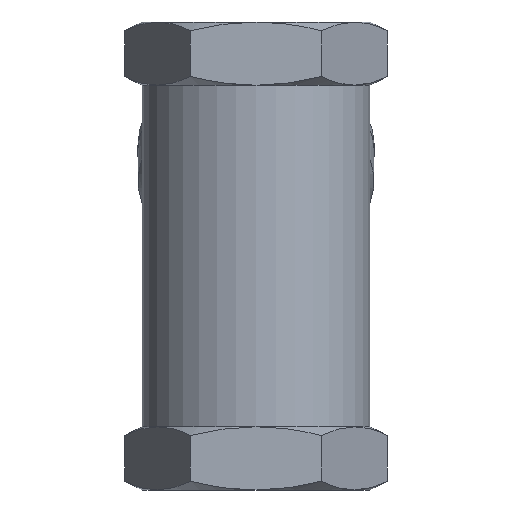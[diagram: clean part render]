
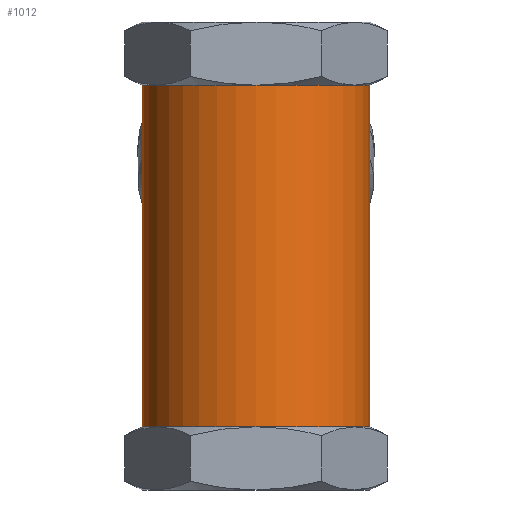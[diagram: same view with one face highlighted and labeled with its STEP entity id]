
A CAD part, front view. The second image highlights one B-rep face of the part: STEP entity #1012.
In plain terms, the highlighted cylindrical face has radius 27 mm (diameter 54 mm), a partial arc.
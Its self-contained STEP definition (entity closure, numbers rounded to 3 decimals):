
#46 = EDGE_CURVE ( 'NONE', #1077, #1024, #1218, .T. ) ;
#47 = ORIENTED_EDGE ( 'NONE', *, *, #1017, .F. ) ;
#49 = ORIENTED_EDGE ( 'NONE', *, *, #46, .T. ) ;
#958 = VERTEX_POINT ( 'NONE', #3301 ) ;
#962 = EDGE_CURVE ( 'NONE', #968, #969, #3350, .T. ) ;
#968 = VERTEX_POINT ( 'NONE', #3338 ) ;
#969 = VERTEX_POINT ( 'NONE', #3337 ) ;
#995 = ORIENTED_EDGE ( 'NONE', *, *, #996, .T. ) ;
#996 = EDGE_CURVE ( 'NONE', #1083, #997, #3427, .T. ) ;
#997 = VERTEX_POINT ( 'NONE', #3423 ) ;
#998 = ORIENTED_EDGE ( 'NONE', *, *, #999, .T. ) ;
#999 = EDGE_CURVE ( 'NONE', #997, #1063, #3422, .T. ) ;
#1000 = ORIENTED_EDGE ( 'NONE', *, *, #1011, .T. ) ;
#1001 = ORIENTED_EDGE ( 'NONE', *, *, #1002, .T. ) ;
#1002 = EDGE_CURVE ( 'NONE', #1009, #1003, #3417, .T. ) ;
#1003 = VERTEX_POINT ( 'NONE', #3418 ) ;
#1009 = VERTEX_POINT ( 'NONE', #3455 ) ;
#1011 = EDGE_CURVE ( 'NONE', #1063, #1009, #3454, .T. ) ;
#1012 = ADVANCED_FACE ( 'NONE', ( #3450 ), #3449, .T. ) ;
#1013 = EDGE_LOOP ( 'NONE', ( #1014, #1015, #1079, #1081, #995, #998, #1000, #1001, #1027, #1075, #49, #47 ) ) ;
#1014 = ORIENTED_EDGE ( 'NONE', *, *, #1035, .F. ) ;
#1015 = ORIENTED_EDGE ( 'NONE', *, *, #962, .T. ) ;
#1016 = VERTEX_POINT ( 'NONE', #3448 ) ;
#1017 = EDGE_CURVE ( 'NONE', #958, #1024, #3443, .T. ) ;
#1024 = VERTEX_POINT ( 'NONE', #3485 ) ;
#1027 = ORIENTED_EDGE ( 'NONE', *, *, #1028, .T. ) ;
#1028 = EDGE_CURVE ( 'NONE', #1003, #1029, #3477, .T. ) ;
#1029 = VERTEX_POINT ( 'NONE', #3478 ) ;
#1035 = EDGE_CURVE ( 'NONE', #968, #958, #3508, .T. ) ;
#1063 = VERTEX_POINT ( 'NONE', #3552 ) ;
#1075 = ORIENTED_EDGE ( 'NONE', *, *, #1076, .T. ) ;
#1076 = EDGE_CURVE ( 'NONE', #1029, #1077, #3610, .T. ) ;
#1077 = VERTEX_POINT ( 'NONE', #3611 ) ;
#1079 = ORIENTED_EDGE ( 'NONE', *, *, #1080, .T. ) ;
#1080 = EDGE_CURVE ( 'NONE', #969, #1016, #3604, .T. ) ;
#1081 = ORIENTED_EDGE ( 'NONE', *, *, #1082, .T. ) ;
#1082 = EDGE_CURVE ( 'NONE', #1016, #1083, #3598, .T. ) ;
#1083 = VERTEX_POINT ( 'NONE', #3599 ) ;
#1215 = DIRECTION ( 'NONE',  ( 1., 0., 0. ) ) ;
#1216 = DIRECTION ( 'NONE',  ( 0., 0., 1. ) ) ;
#1217 = AXIS2_PLACEMENT_3D ( 'NONE', #1225, #1216, #1215 ) ;
#1218 = CIRCLE ( 'NONE', #1217, 27. ) ;
#1225 = CARTESIAN_POINT ( 'NONE',  ( 0., 0., -40.5 ) ) ;
#3301 = CARTESIAN_POINT ( 'NONE',  ( 27., 0., -24. ) ) ;
#3337 = CARTESIAN_POINT ( 'NONE',  ( 23.383, -13.5, 40.5 ) ) ;
#3338 = CARTESIAN_POINT ( 'NONE',  ( 27., 0., 40.5 ) ) ;
#3346 = DIRECTION ( 'NONE',  ( -1., 0., 0. ) ) ;
#3347 = DIRECTION ( 'NONE',  ( 0., 0., -1. ) ) ;
#3348 = CARTESIAN_POINT ( 'NONE',  ( 0., 0., 40.5 ) ) ;
#3349 = AXIS2_PLACEMENT_3D ( 'NONE', #3348, #3347, #3346 ) ;
#3350 = CIRCLE ( 'NONE', #3349, 27. ) ;
#3413 = DIRECTION ( 'NONE',  ( 1., 0., 0. ) ) ;
#3414 = DIRECTION ( 'NONE',  ( 0., 0., 1. ) ) ;
#3415 = CARTESIAN_POINT ( 'NONE',  ( 0., 0., -40.5 ) ) ;
#3416 = AXIS2_PLACEMENT_3D ( 'NONE', #3415, #3414, #3413 ) ;
#3417 = CIRCLE ( 'NONE', #3416, 27. ) ;
#3418 = CARTESIAN_POINT ( 'NONE',  ( -23.383, -13.5, -40.5 ) ) ;
#3419 = DIRECTION ( 'NONE',  ( 0., 0., -1. ) ) ;
#3420 = VECTOR ( 'NONE', #3419, 1000. ) ;
#3421 = CARTESIAN_POINT ( 'NONE',  ( -27., 0., 55.5 ) ) ;
#3422 = LINE ( 'NONE', #3421, #3420 ) ;
#3423 = CARTESIAN_POINT ( 'NONE',  ( -27., 0., 40.5 ) ) ;
#3424 = DIRECTION ( 'NONE',  ( -1., 0., 0. ) ) ;
#3425 = DIRECTION ( 'NONE',  ( 0., 0., -1. ) ) ;
#3426 = AXIS2_PLACEMENT_3D ( 'NONE', #3432, #3425, #3424 ) ;
#3427 = CIRCLE ( 'NONE', #3426, 27. ) ;
#3432 = CARTESIAN_POINT ( 'NONE',  ( 0., 0., 40.5 ) ) ;
#3440 = DIRECTION ( 'NONE',  ( 0., 0., -1. ) ) ;
#3441 = VECTOR ( 'NONE', #3440, 1000. ) ;
#3442 = CARTESIAN_POINT ( 'NONE',  ( 27., 0., 55.5 ) ) ;
#3443 = LINE ( 'NONE', #3442, #3441 ) ;
#3444 = DIRECTION ( 'NONE',  ( -1., 0., 0. ) ) ;
#3445 = DIRECTION ( 'NONE',  ( 0., 0., -1. ) ) ;
#3446 = CARTESIAN_POINT ( 'NONE',  ( 0., 0., 55.5 ) ) ;
#3447 = AXIS2_PLACEMENT_3D ( 'NONE', #3446, #3445, #3444 ) ;
#3448 = CARTESIAN_POINT ( 'NONE',  ( 0., -27., 40.5 ) ) ;
#3449 = CYLINDRICAL_SURFACE ( 'NONE', #3447, 27. ) ;
#3450 = FACE_OUTER_BOUND ( 'NONE', #1013, .T. ) ;
#3451 = DIRECTION ( 'NONE',  ( 0., 0., -1. ) ) ;
#3452 = VECTOR ( 'NONE', #3451, 1000. ) ;
#3453 = CARTESIAN_POINT ( 'NONE',  ( -27., 0., 55.5 ) ) ;
#3454 = LINE ( 'NONE', #3453, #3452 ) ;
#3455 = CARTESIAN_POINT ( 'NONE',  ( -27., 0., -40.5 ) ) ;
#3473 = DIRECTION ( 'NONE',  ( 1., 0., 0. ) ) ;
#3474 = DIRECTION ( 'NONE',  ( 0., 0., 1. ) ) ;
#3475 = CARTESIAN_POINT ( 'NONE',  ( 0., 0., -40.5 ) ) ;
#3476 = AXIS2_PLACEMENT_3D ( 'NONE', #3475, #3474, #3473 ) ;
#3477 = CIRCLE ( 'NONE', #3476, 27. ) ;
#3478 = CARTESIAN_POINT ( 'NONE',  ( 0., -27., -40.5 ) ) ;
#3485 = CARTESIAN_POINT ( 'NONE',  ( 27., 0., -40.5 ) ) ;
#3505 = DIRECTION ( 'NONE',  ( 0., 0., -1. ) ) ;
#3506 = VECTOR ( 'NONE', #3505, 1000. ) ;
#3507 = CARTESIAN_POINT ( 'NONE',  ( 27., 0., 55.5 ) ) ;
#3508 = LINE ( 'NONE', #3507, #3506 ) ;
#3552 = CARTESIAN_POINT ( 'NONE',  ( -27., 0., -24. ) ) ;
#3594 = DIRECTION ( 'NONE',  ( -1., 0., 0. ) ) ;
#3595 = DIRECTION ( 'NONE',  ( 0., 0., -1. ) ) ;
#3596 = CARTESIAN_POINT ( 'NONE',  ( 0., 0., 40.5 ) ) ;
#3597 = AXIS2_PLACEMENT_3D ( 'NONE', #3596, #3595, #3594 ) ;
#3598 = CIRCLE ( 'NONE', #3597, 27. ) ;
#3599 = CARTESIAN_POINT ( 'NONE',  ( -23.383, -13.5, 40.5 ) ) ;
#3600 = DIRECTION ( 'NONE',  ( -1., 0., 0. ) ) ;
#3601 = DIRECTION ( 'NONE',  ( 0., 0., -1. ) ) ;
#3602 = CARTESIAN_POINT ( 'NONE',  ( 0., 0., 40.5 ) ) ;
#3603 = AXIS2_PLACEMENT_3D ( 'NONE', #3602, #3601, #3600 ) ;
#3604 = CIRCLE ( 'NONE', #3603, 27. ) ;
#3606 = DIRECTION ( 'NONE',  ( 1., 0., 0. ) ) ;
#3607 = DIRECTION ( 'NONE',  ( 0., 0., 1. ) ) ;
#3608 = CARTESIAN_POINT ( 'NONE',  ( 0., 0., -40.5 ) ) ;
#3609 = AXIS2_PLACEMENT_3D ( 'NONE', #3608, #3607, #3606 ) ;
#3610 = CIRCLE ( 'NONE', #3609, 27. ) ;
#3611 = CARTESIAN_POINT ( 'NONE',  ( 23.383, -13.5, -40.5 ) ) ;
